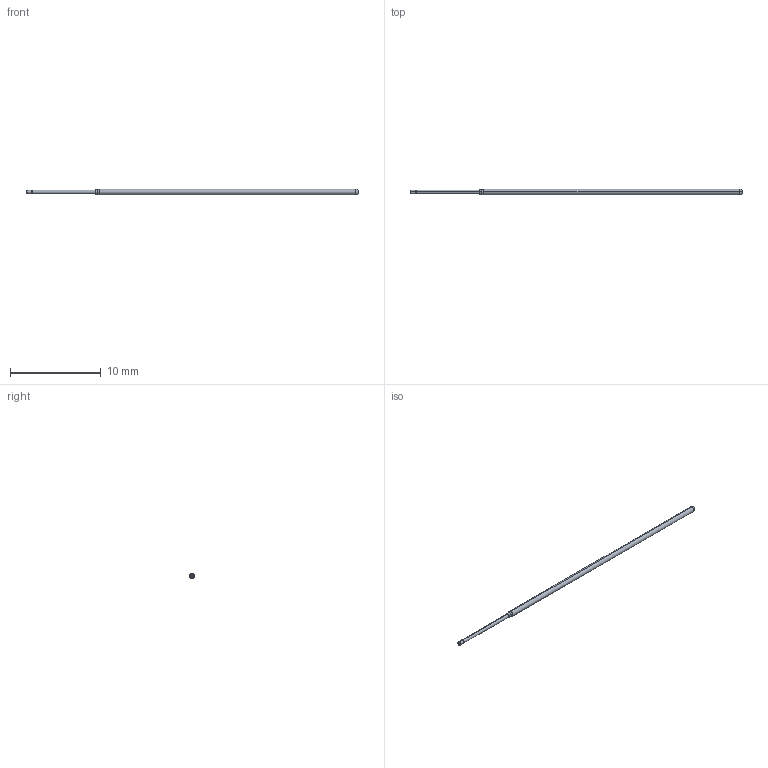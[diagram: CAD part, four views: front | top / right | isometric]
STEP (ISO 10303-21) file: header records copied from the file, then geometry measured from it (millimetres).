
FILE_DESCRIPTION (( 'STEP AP214' ), '1' );
FILE_NAME ('039-PRP2547_-S.STEP', '2016-03-31T16:49:34', ( 'spare' ), ( '' ), 'SwSTEP 2.0', 'SolidWorks 2016', '' );
FILE_SCHEMA (( 'AUTOMOTIVE_DESIGN' ));
Length unit declared in the file: inch
Products named in the file (1): 039-PRP2547_-S
Bounding box: 36.5 x 0.62 x 0.62 mm (x, y, z)
Volume: 9.5 mm3; surface area: 65.7 mm2
Topology: 1 solids, 1 shells, 59 faces, 146 edges, 90 vertices
Faces by surface type: plane 45, cone 6, cylinder 6, torus 2
Entity records: 2515 total; most frequent: CARTESIAN_POINT 392, ORIENTED_EDGE 292, DIRECTION 258, EDGE_CURVE 146, LINE 90, VECTOR 90, VERTEX_POINT 90, AXIS2_PLACEMENT_3D 84
